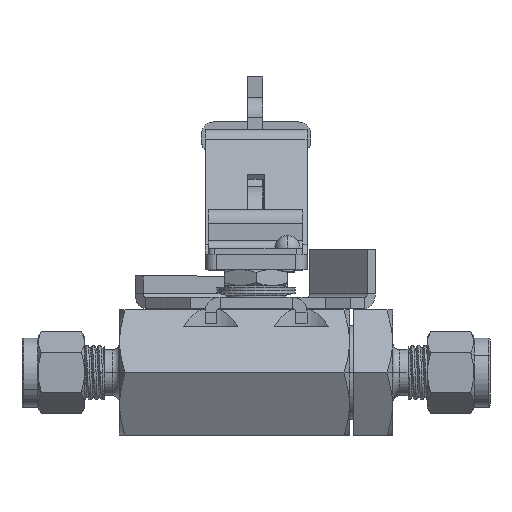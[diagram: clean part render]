
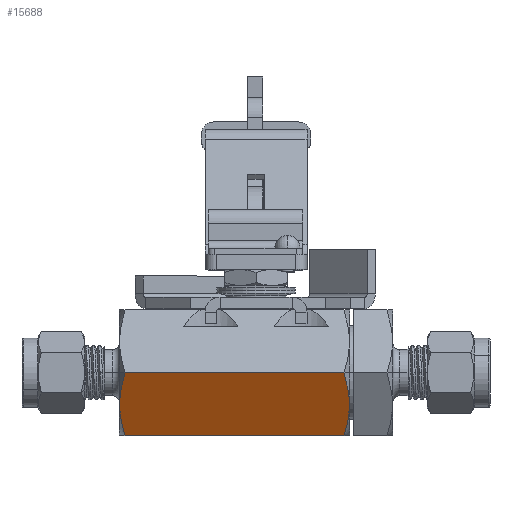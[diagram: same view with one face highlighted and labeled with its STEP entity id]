
A CAD part, top view. The second image highlights one B-rep face of the part: STEP entity #15688.
In plain terms, the highlighted planar face has unit normal (0, -0.5, 0.866).
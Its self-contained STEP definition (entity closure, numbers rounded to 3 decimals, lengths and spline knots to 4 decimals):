
#376 = CARTESIAN_POINT ( 'NONE',  ( 0.7431, -0.2708, 0.421 ) ) ;
#1223 = CARTESIAN_POINT ( 'NONE',  ( 0.6985, -0.5, 0.2887 ) ) ;
#3604 = ORIENTED_EDGE ( 'NONE', *, *, #63377, .T. ) ;
#4523 = CARTESIAN_POINT ( 'NONE',  ( -1.0405, -0.5, 0.2887 ) ) ;
#5361 = CARTESIAN_POINT ( 'NONE',  ( 0.738, -0.3344, 0.3843 ) ) ;
#5575 = VERTEX_POINT ( 'NONE', #4523 ) ;
#9417 = CARTESIAN_POINT ( 'NONE',  ( -1.0653, -0.0819, 0.53 ) ) ;
#9586 = DIRECTION ( 'NONE',  ( 0., 0.866, 0.5 ) ) ;
#9608 = DIRECTION ( 'NONE',  ( 0., 0.5, -0.866 ) ) ;
#9669 = PLANE ( 'NONE',  #23680 ) ;
#9905 = CARTESIAN_POINT ( 'NONE',  ( 0.746, 0., 0.5774 ) ) ;
#10374 = CARTESIAN_POINT ( 'NONE',  ( 0.7233, -0.4179, 0.3361 ) ) ;
#14491 = CARTESIAN_POINT ( 'NONE',  ( -1.0851, -0.207, 0.4578 ) ) ;
#15252 = LINE ( 'NONE', #30057, #41050 ) ;
#15484 = CARTESIAN_POINT ( 'NONE',  ( 0.6985, -0.5, 0.2887 ) ) ;
#15507 = VERTEX_POINT ( 'NONE', #55205 ) ;
#15688 = ADVANCED_FACE ( 'NONE', ( #64389 ), #9669, .F. ) ;
#17025 = ORIENTED_EDGE ( 'NONE', *, *, #46859, .F. ) ;
#19603 = CARTESIAN_POINT ( 'NONE',  ( -1.0841, -0.2921, 0.4087 ) ) ;
#22072 = VECTOR ( 'NONE', #30143, 39.3701 ) ;
#23680 = AXIS2_PLACEMENT_3D ( 'NONE', #9905, #9608, #9586 ) ;
#23903 = VERTEX_POINT ( 'NONE', #32060 ) ;
#24807 = CARTESIAN_POINT ( 'NONE',  ( -1.077, -0.3554, 0.3722 ) ) ;
#24815 = CARTESIAN_POINT ( 'NONE',  ( 0.746, 0., 0.5774 ) ) ;
#25107 = ORIENTED_EDGE ( 'NONE', *, *, #49893, .T. ) ;
#25603 = CARTESIAN_POINT ( 'NONE',  ( 0.7233, -0.0819, 0.53 ) ) ;
#26770 = ORIENTED_EDGE ( 'NONE', *, *, #60136, .F. ) ;
#28819 = EDGE_LOOP ( 'NONE', ( #25107, #3604, #26770, #17025 ) ) ;
#30030 = B_SPLINE_CURVE_WITH_KNOTS ( 'NONE', 3,
 ( #64614, #54954, #9417, #45246, #14491, #50354, #19603, #55371, #24807, #60220, #30135, #65046 ),
 .UNSPECIFIED., .F., .F.,
 ( 4, 2, 2, 2, 2, 4 ),
 ( 0., 0.0037, 0.0074, 0.0093, 0.0111, 0.0148 ),
 .UNSPECIFIED. ) ;
#30057 = CARTESIAN_POINT ( 'NONE',  ( 0.746, -0.5, 0.2887 ) ) ;
#30135 = CARTESIAN_POINT ( 'NONE',  ( -1.0541, -0.4591, 0.3123 ) ) ;
#30143 = DIRECTION ( 'NONE',  ( -1., 0., 0. ) ) ;
#30897 = CARTESIAN_POINT ( 'NONE',  ( 0.7431, -0.207, 0.4578 ) ) ;
#32060 = CARTESIAN_POINT ( 'NONE',  ( 0.6985, 0., 0.5774 ) ) ;
#35162 = DIRECTION ( 'NONE',  ( -1., 0., 0. ) ) ;
#36000 = CARTESIAN_POINT ( 'NONE',  ( 0.7421, -0.2921, 0.4087 ) ) ;
#41050 = VECTOR ( 'NONE', #35162, 39.3701 ) ;
#41162 = CARTESIAN_POINT ( 'NONE',  ( 0.735, -0.3554, 0.3722 ) ) ;
#42284 = VERTEX_POINT ( 'NONE', #1223 ) ;
#45246 = CARTESIAN_POINT ( 'NONE',  ( -1.0808, -0.165, 0.4821 ) ) ;
#46216 = CARTESIAN_POINT ( 'NONE',  ( 0.7121, -0.4591, 0.3123 ) ) ;
#46859 = EDGE_CURVE ( 'NONE', #23903, #42284, #62954, .T. ) ;
#49893 = EDGE_CURVE ( 'NONE', #23903, #15507, #62416, .T. ) ;
#50354 = CARTESIAN_POINT ( 'NONE',  ( -1.0851, -0.2708, 0.421 ) ) ;
#50908 = CARTESIAN_POINT ( 'NONE',  ( 0.6985, 0., 0.5774 ) ) ;
#54954 = CARTESIAN_POINT ( 'NONE',  ( -1.0541, -0.0408, 0.5538 ) ) ;
#55205 = CARTESIAN_POINT ( 'NONE',  ( -1.0405, 0., 0.5774 ) ) ;
#55371 = CARTESIAN_POINT ( 'NONE',  ( -1.08, -0.3344, 0.3843 ) ) ;
#56081 = CARTESIAN_POINT ( 'NONE',  ( 0.7121, -0.0408, 0.5538 ) ) ;
#60136 = EDGE_CURVE ( 'NONE', #42284, #5575, #15252, .T. ) ;
#60220 = CARTESIAN_POINT ( 'NONE',  ( -1.0653, -0.4179, 0.3361 ) ) ;
#60947 = CARTESIAN_POINT ( 'NONE',  ( 0.7388, -0.165, 0.4821 ) ) ;
#62416 = LINE ( 'NONE', #24815, #22072 ) ;
#62954 = B_SPLINE_CURVE_WITH_KNOTS ( 'NONE', 3,
 ( #50908, #56081, #25603, #60947, #30897, #376, #36000, #5361, #41162, #10374, #46216, #15484 ),
 .UNSPECIFIED., .F., .F.,
 ( 4, 2, 2, 2, 2, 4 ),
 ( 0., 0.0037, 0.0074, 0.0093, 0.0111, 0.0148 ),
 .UNSPECIFIED. ) ;
#63377 = EDGE_CURVE ( 'NONE', #15507, #5575, #30030, .T. ) ;
#64389 = FACE_OUTER_BOUND ( 'NONE', #28819, .T. ) ;
#64614 = CARTESIAN_POINT ( 'NONE',  ( -1.0405, 0., 0.5774 ) ) ;
#65046 = CARTESIAN_POINT ( 'NONE',  ( -1.0405, -0.5, 0.2887 ) ) ;
